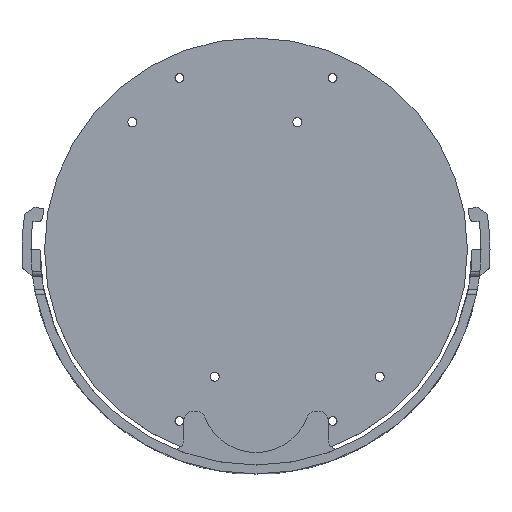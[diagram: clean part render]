
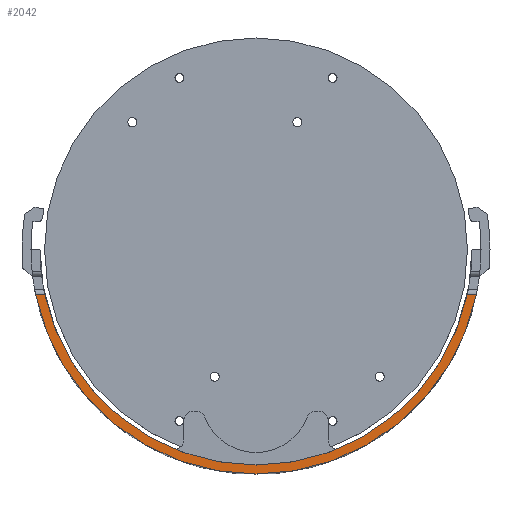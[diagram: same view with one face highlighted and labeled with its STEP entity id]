
A CAD part, top view. The second image highlights one B-rep face of the part: STEP entity #2042.
In plain terms, the highlighted face is planar.
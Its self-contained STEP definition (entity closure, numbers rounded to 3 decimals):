
#58 = DIRECTION ( 'NONE',  ( 0., 0., 1. ) ) ;
#137 = VERTEX_POINT ( 'NONE', #2123 ) ;
#149 = ORIENTED_EDGE ( 'NONE', *, *, #1761, .T. ) ;
#242 = ORIENTED_EDGE ( 'NONE', *, *, #1972, .T. ) ;
#327 = ORIENTED_EDGE ( 'NONE', *, *, #2034, .T. ) ;
#380 = DIRECTION ( 'NONE',  ( 0., -1., 0. ) ) ;
#412 = DIRECTION ( 'NONE',  ( 0., 1., 0. ) ) ;
#539 = VECTOR ( 'NONE', #1351, 1000. ) ;
#582 = VERTEX_POINT ( 'NONE', #2242 ) ;
#588 = VERTEX_POINT ( 'NONE', #1032 ) ;
#603 = CARTESIAN_POINT ( 'NONE',  ( -49.183, 57.5, 10. ) ) ;
#971 = CARTESIAN_POINT ( 'NONE',  ( 0., 57.5, 0. ) ) ;
#1032 = CARTESIAN_POINT ( 'NONE',  ( 46.947, 57.5, 10. ) ) ;
#1220 = DIRECTION ( 'NONE',  ( 0., 1., 0. ) ) ;
#1316 = DIRECTION ( 'NONE',  ( -1., 0., 0. ) ) ;
#1351 = DIRECTION ( 'NONE',  ( -1., 0., 0. ) ) ;
#1422 = CARTESIAN_POINT ( 'NONE',  ( 48.99, 57.5, 10. ) ) ;
#1450 = FACE_OUTER_BOUND ( 'NONE', #2110, .T. ) ;
#1506 = CARTESIAN_POINT ( 'NONE',  ( 0., 57.5, 0. ) ) ;
#1530 = PLANE ( 'NONE',  #1757 ) ;
#1538 = EDGE_CURVE ( 'NONE', #137, #582, #1887, .T. ) ;
#1660 = AXIS2_PLACEMENT_3D ( 'NONE', #2391, #1220, #58 ) ;
#1661 = VECTOR ( 'NONE', #1316, 1000. ) ;
#1692 = DIRECTION ( 'NONE',  ( 0., 0., 1. ) ) ;
#1722 = DIRECTION ( 'NONE',  ( 0., 0., 1. ) ) ;
#1757 = AXIS2_PLACEMENT_3D ( 'NONE', #971, #412, #1722 ) ;
#1761 = EDGE_CURVE ( 'NONE', #582, #2253, #2064, .T. ) ;
#1794 = AXIS2_PLACEMENT_3D ( 'NONE', #1506, #380, #1692 ) ;
#1887 = LINE ( 'NONE', #603, #1661 ) ;
#1968 = LINE ( 'NONE', #2497, #539 ) ;
#1972 = EDGE_CURVE ( 'NONE', #588, #137, #2091, .T. ) ;
#2002 = ORIENTED_EDGE ( 'NONE', *, *, #1538, .T. ) ;
#2034 = EDGE_CURVE ( 'NONE', #2253, #588, #1968, .T. ) ;
#2042 = ADVANCED_FACE ( 'NONE', ( #1450 ), #1530, .T. ) ;
#2064 = CIRCLE ( 'NONE', #1660, 50. ) ;
#2091 = CIRCLE ( 'NONE', #1794, 48. ) ;
#2110 = EDGE_LOOP ( 'NONE', ( #242, #2002, #149, #327 ) ) ;
#2123 = CARTESIAN_POINT ( 'NONE',  ( -46.947, 57.5, 10. ) ) ;
#2242 = CARTESIAN_POINT ( 'NONE',  ( -48.99, 57.5, 10. ) ) ;
#2253 = VERTEX_POINT ( 'NONE', #1422 ) ;
#2391 = CARTESIAN_POINT ( 'NONE',  ( 0., 57.5, 0. ) ) ;
#2497 = CARTESIAN_POINT ( 'NONE',  ( 47.149, 57.5, 10. ) ) ;
